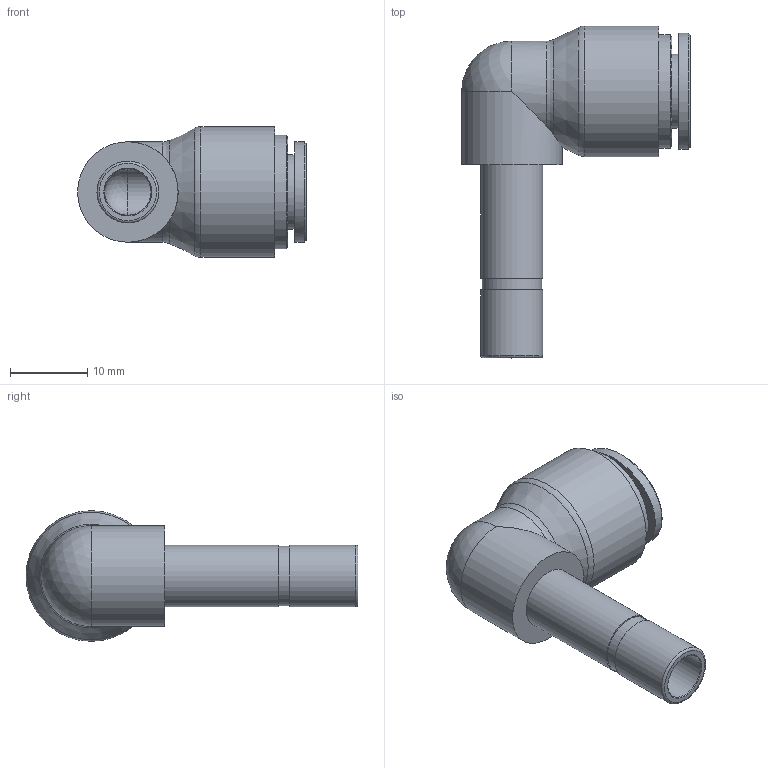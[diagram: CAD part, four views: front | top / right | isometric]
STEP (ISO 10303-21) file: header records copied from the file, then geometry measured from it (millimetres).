
FILE_DESCRIPTION((''),'2;1');
FILE_NAME('CR-PLJ 08.stp','2020-08-25T13:28:51',('user'),(''),'Autodesk Inventor 2013','Autodesk Inventor 2013','');
FILE_SCHEMA(('AUTOMOTIVE_DESIGN { 1 0 10303 214 1 1 1 1 }'));
Length unit declared in the file: millimetre
Products named in the file (5): 조립품13; CR-PLJ 08 BODY; CR-COLLAR 08; HR-Collar 08L(SUS); CR-SLEEVE 08
Assembly tree (4 placements, depth 3):
  조립품13
    CR-PLJ 08 BODY
    CR-COLLAR 08
      HR-Collar 08L(SUS)
      CR-SLEEVE 08
Bounding box: 29.6 x 42.95 x 16.9 mm (x, y, z)
Volume: 4575.9 mm3; surface area: 4022.3 mm2
Topology: 3 solids, 3 shells, 395 faces, 1095 edges, 728 vertices
Faces by surface type: plane 345, bspline 20, cylinder 19, cone 6, torus 3, sphere 2
Full cylindrical faces by diameter (mm): 1.5 x1, 6 x2, 7.7 x1, 8 x2, 8.2 x2, 9.6 x1, 13 x1, 14.7 x1, 16.9 x1
Entity records: 12777 total; most frequent: CARTESIAN_POINT 2636, ORIENTED_EDGE 2136, DIRECTION 1917, EDGE_CURVE 1068, VECTOR 975, LINE 975, VERTEX_POINT 722, AXIS2_PLACEMENT_3D 471
